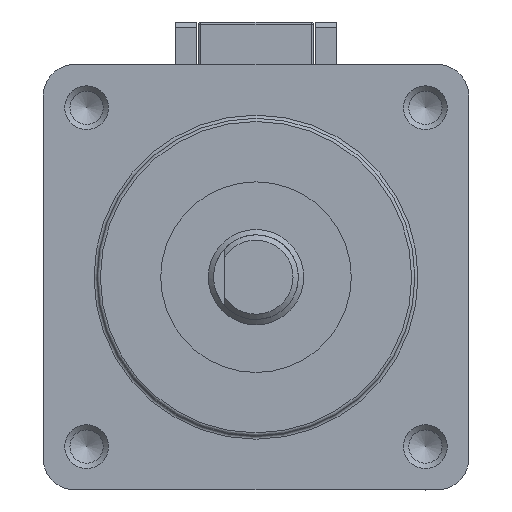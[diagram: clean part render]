
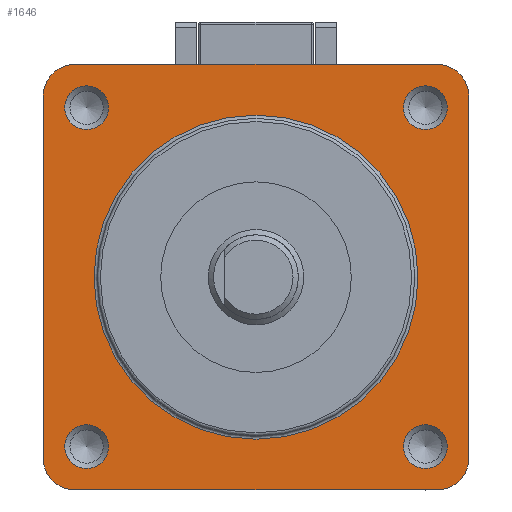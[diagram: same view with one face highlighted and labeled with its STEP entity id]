
A CAD part, left-side view. The second image highlights one B-rep face of the part: STEP entity #1646.
In plain terms, the highlighted planar face has unit normal (-1, 0, 0).
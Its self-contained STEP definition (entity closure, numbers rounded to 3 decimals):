
#49=FACE_BOUND('',#293,.T.);
#50=FACE_BOUND('',#294,.T.);
#51=FACE_BOUND('',#295,.T.);
#52=FACE_BOUND('',#296,.T.);
#53=FACE_BOUND('',#297,.T.);
#177=FACE_OUTER_BOUND('',#292,.T.);
#292=EDGE_LOOP('',(#1382,#1383,#1384,#1385,#1386,#1387,#1388,#1389));
#293=EDGE_LOOP('',(#1390));
#294=EDGE_LOOP('',(#1391));
#295=EDGE_LOOP('',(#1392));
#296=EDGE_LOOP('',(#1393));
#297=EDGE_LOOP('',(#1394));
#389=LINE('',#2514,#516);
#401=LINE('',#2540,#528);
#411=LINE('',#2566,#538);
#422=LINE('',#2592,#549);
#516=VECTOR('',#2009,17.1);
#528=VECTOR('',#2027,17.1);
#538=VECTOR('',#2051,17.1);
#549=VECTOR('',#2072,17.1);
#640=CIRCLE('',#1810,7.65);
#641=CIRCLE('',#1812,1.5);
#642=CIRCLE('',#1813,1.5);
#643=CIRCLE('',#1814,1.5);
#644=CIRCLE('',#1815,1.5);
#645=CIRCLE('',#1816,1.034);
#646=CIRCLE('',#1817,1.034);
#647=CIRCLE('',#1818,1.034);
#648=CIRCLE('',#1819,1.034);
#722=VERTEX_POINT('',#2511);
#723=VERTEX_POINT('',#2513);
#733=VERTEX_POINT('',#2537);
#734=VERTEX_POINT('',#2539);
#742=VERTEX_POINT('',#2563);
#743=VERTEX_POINT('',#2565);
#752=VERTEX_POINT('',#2589);
#753=VERTEX_POINT('',#2591);
#788=VERTEX_POINT('',#2741);
#789=VERTEX_POINT('',#2748);
#790=VERTEX_POINT('',#2750);
#791=VERTEX_POINT('',#2752);
#792=VERTEX_POINT('',#2754);
#890=EDGE_CURVE('',#723,#722,#389,.T.);
#903=EDGE_CURVE('',#734,#733,#401,.T.);
#916=EDGE_CURVE('',#743,#742,#411,.T.);
#929=EDGE_CURVE('',#753,#752,#422,.T.);
#994=EDGE_CURVE('',#788,#788,#640,.T.);
#995=EDGE_CURVE('',#733,#753,#641,.T.);
#996=EDGE_CURVE('',#752,#743,#642,.T.);
#997=EDGE_CURVE('',#742,#723,#643,.T.);
#998=EDGE_CURVE('',#722,#734,#644,.T.);
#999=EDGE_CURVE('',#789,#789,#645,.T.);
#1000=EDGE_CURVE('',#790,#790,#646,.T.);
#1001=EDGE_CURVE('',#791,#791,#647,.T.);
#1002=EDGE_CURVE('',#792,#792,#648,.T.);
#1382=ORIENTED_EDGE('',*,*,#903,.T.);
#1383=ORIENTED_EDGE('',*,*,#995,.T.);
#1384=ORIENTED_EDGE('',*,*,#929,.T.);
#1385=ORIENTED_EDGE('',*,*,#996,.T.);
#1386=ORIENTED_EDGE('',*,*,#916,.T.);
#1387=ORIENTED_EDGE('',*,*,#997,.T.);
#1388=ORIENTED_EDGE('',*,*,#890,.T.);
#1389=ORIENTED_EDGE('',*,*,#998,.T.);
#1390=ORIENTED_EDGE('',*,*,#999,.F.);
#1391=ORIENTED_EDGE('',*,*,#1000,.F.);
#1392=ORIENTED_EDGE('',*,*,#1001,.F.);
#1393=ORIENTED_EDGE('',*,*,#1002,.F.);
#1394=ORIENTED_EDGE('',*,*,#994,.F.);
#1478=PLANE('',#1811);
#1646=ADVANCED_FACE('',(#177,#49,#50,#51,#52,#53),#1478,.F.);
#1810=AXIS2_PLACEMENT_3D('',#2742,#2263,#2264);
#1811=AXIS2_PLACEMENT_3D('',#2743,#2265,#2266);
#1812=AXIS2_PLACEMENT_3D('',#2744,#2267,#2268);
#1813=AXIS2_PLACEMENT_3D('',#2745,#2269,#2270);
#1814=AXIS2_PLACEMENT_3D('',#2746,#2271,#2272);
#1815=AXIS2_PLACEMENT_3D('',#2747,#2273,#2274);
#1816=AXIS2_PLACEMENT_3D('',#2749,#2275,#2276);
#1817=AXIS2_PLACEMENT_3D('',#2751,#2277,#2278);
#1818=AXIS2_PLACEMENT_3D('',#2753,#2279,#2280);
#1819=AXIS2_PLACEMENT_3D('',#2755,#2281,#2282);
#2009=DIRECTION('',(0.,1.,0.));
#2027=DIRECTION('',(0.,0.,-1.));
#2051=DIRECTION('',(0.,0.,1.));
#2072=DIRECTION('',(0.,-1.,0.));
#2263=DIRECTION('center_axis',(-1.,0.,0.));
#2264=DIRECTION('ref_axis',(0.,0.,-1.));
#2265=DIRECTION('center_axis',(1.,0.,0.));
#2266=DIRECTION('ref_axis',(0.,0.,-1.));
#2267=DIRECTION('center_axis',(-1.,0.,0.));
#2268=DIRECTION('ref_axis',(0.,0.,1.));
#2269=DIRECTION('center_axis',(-1.,0.,0.));
#2270=DIRECTION('ref_axis',(0.,1.,0.));
#2271=DIRECTION('center_axis',(-1.,0.,0.));
#2272=DIRECTION('ref_axis',(0.,0.,-1.));
#2273=DIRECTION('center_axis',(-1.,0.,0.));
#2274=DIRECTION('ref_axis',(0.,-1.,0.));
#2275=DIRECTION('center_axis',(-1.,0.,0.));
#2276=DIRECTION('ref_axis',(0.,0.,-1.));
#2277=DIRECTION('center_axis',(-1.,0.,0.));
#2278=DIRECTION('ref_axis',(0.,0.,-1.));
#2279=DIRECTION('center_axis',(-1.,0.,0.));
#2280=DIRECTION('ref_axis',(0.,0.,-1.));
#2281=DIRECTION('center_axis',(-1.,0.,0.));
#2282=DIRECTION('ref_axis',(0.,0.,-1.));
#2511=CARTESIAN_POINT('',(0.,8.55,10.05));
#2513=CARTESIAN_POINT('',(0.,-8.55,10.05));
#2514=CARTESIAN_POINT('',(0.,-8.55,10.05));
#2537=CARTESIAN_POINT('',(0.,10.05,-8.55));
#2539=CARTESIAN_POINT('',(0.,10.05,8.55));
#2540=CARTESIAN_POINT('',(0.,10.05,8.55));
#2563=CARTESIAN_POINT('',(0.,-10.05,8.55));
#2565=CARTESIAN_POINT('',(0.,-10.05,-8.55));
#2566=CARTESIAN_POINT('',(0.,-10.05,-8.55));
#2589=CARTESIAN_POINT('',(0.,-8.55,-10.05));
#2591=CARTESIAN_POINT('',(0.,8.55,-10.05));
#2592=CARTESIAN_POINT('',(0.,8.55,-10.05));
#2741=CARTESIAN_POINT('',(0.,0.,7.65));
#2742=CARTESIAN_POINT('Origin',(0.,0.,0.));
#2743=CARTESIAN_POINT('Origin',(0.,0.,0.));
#2744=CARTESIAN_POINT('Origin',(0.,8.55,-8.55));
#2745=CARTESIAN_POINT('Origin',(0.,-8.55,-8.55));
#2746=CARTESIAN_POINT('Origin',(0.,-8.55,8.55));
#2747=CARTESIAN_POINT('Origin',(0.,8.55,8.55));
#2748=CARTESIAN_POINT('',(0.,-8.,-6.967));
#2749=CARTESIAN_POINT('Origin',(0.,-8.,-8.));
#2750=CARTESIAN_POINT('',(0.,8.,9.034));
#2751=CARTESIAN_POINT('Origin',(0.,8.,8.));
#2752=CARTESIAN_POINT('',(0.,8.,-6.967));
#2753=CARTESIAN_POINT('Origin',(0.,8.,-8.));
#2754=CARTESIAN_POINT('',(0.,-8.,9.034));
#2755=CARTESIAN_POINT('Origin',(0.,-8.,8.));
